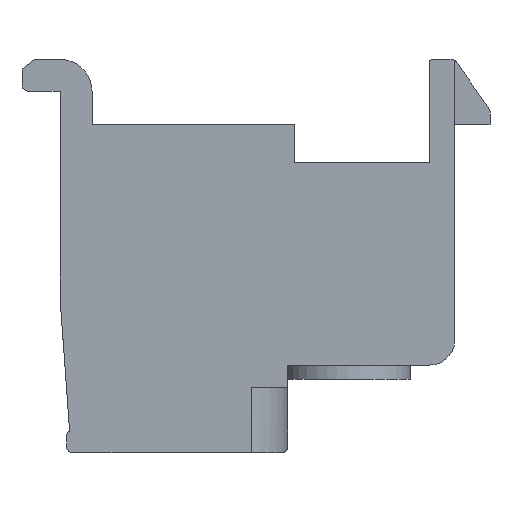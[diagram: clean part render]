
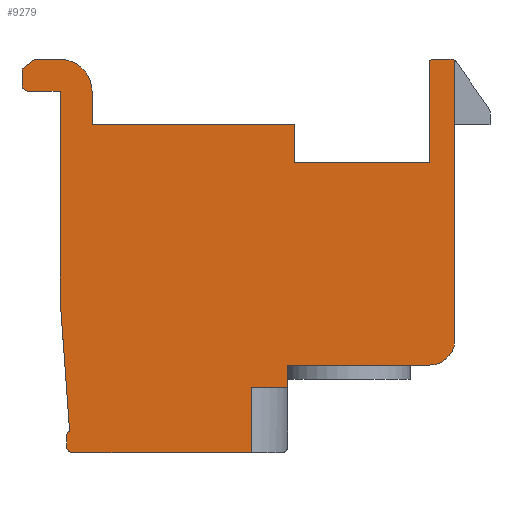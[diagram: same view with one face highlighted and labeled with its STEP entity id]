
A CAD part, front view. The second image highlights one B-rep face of the part: STEP entity #9279.
In plain terms, the highlighted planar face has unit normal (0, -1, 0).
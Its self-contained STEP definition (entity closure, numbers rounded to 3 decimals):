
#1=CARTESIAN_POINT('',(5.45,0.,-2.625));
#2=DIRECTION('',(0.,1.,0.));
#3=DIRECTION('',(1.,0.,0.));
#4=AXIS2_PLACEMENT_3D('',#1,#2,#3);
#6=DIRECTION('',(-1.,0.,0.));
#7=VECTOR('',#6,4.45);
#8=CARTESIAN_POINT('',(5.45,0.,-3.425));
#9=LINE('',#8,#7);
#10=DIRECTION('',(0.,0.,-1.));
#11=VECTOR('',#10,0.7);
#12=CARTESIAN_POINT('',(1.,0.,-3.425));
#13=LINE('',#12,#11);
#14=DIRECTION('',(1.,0.,0.));
#15=VECTOR('',#14,1.15);
#16=CARTESIAN_POINT('',(-0.15,0.,-4.125));
#17=LINE('',#16,#15);
#18=DIRECTION('',(0.,0.,1.));
#19=VECTOR('',#18,2.05);
#20=CARTESIAN_POINT('',(-0.15,0.,-6.175));
#21=LINE('',#20,#19);
#22=DIRECTION('',(-1.,0.,0.));
#23=VECTOR('',#22,5.6);
#24=CARTESIAN_POINT('',(-0.15,0.,-6.175));
#25=LINE('',#24,#23);
#26=CARTESIAN_POINT('',(-5.75,0.,-5.975));
#27=DIRECTION('',(0.,1.,0.));
#28=DIRECTION('',(0.,0.,-1.));
#29=AXIS2_PLACEMENT_3D('',#26,#27,#28);
#31=DIRECTION('',(0.,0.,1.));
#32=VECTOR('',#31,0.3);
#33=CARTESIAN_POINT('',(-5.95,0.,-5.975));
#34=LINE('',#33,#32);
#35=CARTESIAN_POINT('',(-5.75,0.,-5.675));
#36=DIRECTION('',(0.,1.,0.));
#37=DIRECTION('',(-1.,0.,0.));
#38=AXIS2_PLACEMENT_3D('',#35,#36,#37);
#40=DIRECTION('',(-0.072,0.,0.997));
#41=VECTOR('',#40,4.13);
#42=CARTESIAN_POINT('',(-5.854,0.,-5.504));
#43=LINE('',#42,#41);
#44=DIRECTION('',(0.,0.,1.));
#45=VECTOR('',#44,6.56);
#46=CARTESIAN_POINT('',(-6.15,0.,-1.385));
#47=LINE('',#46,#45);
#48=DIRECTION('',(-1.,0.,0.));
#49=VECTOR('',#48,1.);
#50=CARTESIAN_POINT('',(-6.15,0.,5.175));
#51=LINE('',#50,#49);
#52=CARTESIAN_POINT('',(-7.15,0.,5.375));
#53=DIRECTION('',(0.,1.,0.));
#54=DIRECTION('',(0.,0.,-1.));
#55=AXIS2_PLACEMENT_3D('',#52,#53,#54);
#57=DIRECTION('',(0.,0.,1.));
#58=VECTOR('',#57,0.5);
#59=CARTESIAN_POINT('',(-7.35,0.,5.375));
#60=LINE('',#59,#58);
#61=DIRECTION('',(0.785,0.,0.619));
#62=VECTOR('',#61,0.485);
#63=CARTESIAN_POINT('',(-7.35,0.,5.875));
#64=LINE('',#63,#62);
#65=DIRECTION('',(1.,0.,0.));
#66=VECTOR('',#65,0.819);
#67=CARTESIAN_POINT('',(-6.969,0.,6.175));
#68=LINE('',#67,#66);
#69=CARTESIAN_POINT('',(-6.15,0.,5.175));
#70=DIRECTION('',(0.,1.,0.));
#71=DIRECTION('',(0.,0.,1.));
#72=AXIS2_PLACEMENT_3D('',#69,#70,#71);
#74=DIRECTION('',(0.,0.,-1.));
#75=VECTOR('',#74,1.05);
#76=CARTESIAN_POINT('',(-5.15,0.,5.175));
#77=LINE('',#76,#75);
#78=DIRECTION('',(1.,0.,0.));
#79=VECTOR('',#78,6.35);
#80=CARTESIAN_POINT('',(-5.15,0.,4.125));
#81=LINE('',#80,#79);
#82=DIRECTION('',(0.,0.,-1.));
#83=VECTOR('',#82,1.2);
#84=CARTESIAN_POINT('',(1.2,0.,4.125));
#85=LINE('',#84,#83);
#86=DIRECTION('',(1.,0.,0.));
#87=VECTOR('',#86,4.25);
#88=CARTESIAN_POINT('',(1.2,0.,2.925));
#89=LINE('',#88,#87);
#90=DIRECTION('',(0.,0.,1.));
#91=VECTOR('',#90,3.213);
#92=CARTESIAN_POINT('',(5.45,0.,2.925));
#93=LINE('',#92,#91);
#94=CARTESIAN_POINT('',(5.565,0.,5.975));
#95=DIRECTION('',(0.,1.,0.));
#96=DIRECTION('',(-0.577,0.,0.816));
#97=AXIS2_PLACEMENT_3D('',#94,#95,#96);
#99=DIRECTION('',(1.,0.,0.));
#100=VECTOR('',#99,0.626);
#101=CARTESIAN_POINT('',(5.565,0.,6.175));
#102=LINE('',#101,#100);
#103=CARTESIAN_POINT('',(6.127,0.,5.986));
#104=DIRECTION('',(0.,1.,0.));
#105=DIRECTION('',(0.32,0.,0.947));
#106=AXIS2_PLACEMENT_3D('',#103,#104,#105);
#116=DIRECTION('',(0.,0.,1.));
#117=VECTOR('',#116,8.768);
#118=CARTESIAN_POINT('',(6.25,0.,-2.625));
#119=LINE('',#118,#117);
#7073=CARTESIAN_POINT('',(6.25,0.,-2.625));
#7074=CARTESIAN_POINT('',(5.45,0.,-3.425));
#7075=VERTEX_POINT('',#7073);
#7076=VERTEX_POINT('',#7074);
#7077=CARTESIAN_POINT('',(1.,0.,-3.425));
#7078=VERTEX_POINT('',#7077);
#7079=CARTESIAN_POINT('',(-5.75,0.,-6.175));
#7080=CARTESIAN_POINT('',(-5.95,0.,-5.975));
#7081=VERTEX_POINT('',#7079);
#7082=VERTEX_POINT('',#7080);
#7083=CARTESIAN_POINT('',(-5.95,0.,-5.675));
#7084=VERTEX_POINT('',#7083);
#7085=CARTESIAN_POINT('',(-5.854,0.,-5.504));
#7086=VERTEX_POINT('',#7085);
#7087=CARTESIAN_POINT('',(-6.15,0.,-1.385));
#7088=VERTEX_POINT('',#7087);
#7089=CARTESIAN_POINT('',(-6.15,0.,5.175));
#7090=VERTEX_POINT('',#7089);
#7091=CARTESIAN_POINT('',(-7.15,0.,5.175));
#7092=VERTEX_POINT('',#7091);
#7093=CARTESIAN_POINT('',(-7.35,0.,5.375));
#7094=VERTEX_POINT('',#7093);
#7095=CARTESIAN_POINT('',(-7.35,0.,5.875));
#7096=VERTEX_POINT('',#7095);
#7097=CARTESIAN_POINT('',(-6.969,0.,6.175));
#7098=VERTEX_POINT('',#7097);
#7099=CARTESIAN_POINT('',(-6.15,0.,6.175));
#7100=VERTEX_POINT('',#7099);
#7101=CARTESIAN_POINT('',(-5.15,0.,5.175));
#7102=VERTEX_POINT('',#7101);
#7103=CARTESIAN_POINT('',(-5.15,0.,4.125));
#7104=VERTEX_POINT('',#7103);
#7105=CARTESIAN_POINT('',(1.2,0.,4.125));
#7106=VERTEX_POINT('',#7105);
#7107=CARTESIAN_POINT('',(1.2,0.,2.925));
#7108=VERTEX_POINT('',#7107);
#7109=CARTESIAN_POINT('',(5.45,0.,2.925));
#7110=VERTEX_POINT('',#7109);
#7111=CARTESIAN_POINT('',(5.45,0.,6.138));
#7112=VERTEX_POINT('',#7111);
#7113=CARTESIAN_POINT('',(5.565,0.,6.175));
#7114=VERTEX_POINT('',#7113);
#7115=CARTESIAN_POINT('',(6.191,0.,6.175));
#7116=VERTEX_POINT('',#7115);
#7717=CARTESIAN_POINT('',(-0.15,0.,-6.175));
#7718=CARTESIAN_POINT('',(-0.15,0.,-4.125));
#7719=VERTEX_POINT('',#7717);
#7720=VERTEX_POINT('',#7718);
#7721=CARTESIAN_POINT('',(1.,0.,-4.125));
#7722=VERTEX_POINT('',#7721);
#7741=CARTESIAN_POINT('',(6.25,0.,6.143));
#7743=VERTEX_POINT('',#7741);
#9220=CARTESIAN_POINT('',(0.,0.,0.));
#9221=DIRECTION('',(0.,1.,0.));
#9222=DIRECTION('',(1.,0.,0.));
#9223=AXIS2_PLACEMENT_3D('',#9220,#9221,#9222);
#9224=PLANE('',#9223);
#9226=ORIENTED_EDGE('',*,*,#9225,.F.);
#9228=ORIENTED_EDGE('',*,*,#9227,.T.);
#9230=ORIENTED_EDGE('',*,*,#9229,.T.);
#9232=ORIENTED_EDGE('',*,*,#9231,.T.);
#9234=ORIENTED_EDGE('',*,*,#9233,.F.);
#9236=ORIENTED_EDGE('',*,*,#9235,.F.);
#9238=ORIENTED_EDGE('',*,*,#9237,.T.);
#9240=ORIENTED_EDGE('',*,*,#9239,.T.);
#9242=ORIENTED_EDGE('',*,*,#9241,.T.);
#9244=ORIENTED_EDGE('',*,*,#9243,.T.);
#9246=ORIENTED_EDGE('',*,*,#9245,.T.);
#9248=ORIENTED_EDGE('',*,*,#9247,.T.);
#9250=ORIENTED_EDGE('',*,*,#9249,.T.);
#9252=ORIENTED_EDGE('',*,*,#9251,.T.);
#9254=ORIENTED_EDGE('',*,*,#9253,.T.);
#9256=ORIENTED_EDGE('',*,*,#9255,.T.);
#9258=ORIENTED_EDGE('',*,*,#9257,.T.);
#9260=ORIENTED_EDGE('',*,*,#9259,.T.);
#9262=ORIENTED_EDGE('',*,*,#9261,.T.);
#9264=ORIENTED_EDGE('',*,*,#9263,.T.);
#9266=ORIENTED_EDGE('',*,*,#9265,.T.);
#9268=ORIENTED_EDGE('',*,*,#9267,.T.);
#9270=ORIENTED_EDGE('',*,*,#9269,.T.);
#9272=ORIENTED_EDGE('',*,*,#9271,.T.);
#9274=ORIENTED_EDGE('',*,*,#9273,.T.);
#9276=ORIENTED_EDGE('',*,*,#9275,.T.);
#9277=EDGE_LOOP('',(#9226,#9228,#9230,#9232,#9234,#9236,#9238,#9240,#9242,#9244,
#9246,#9248,#9250,#9252,#9254,#9256,#9258,#9260,#9262,#9264,#9266,#9268,#9270,
#9272,#9274,#9276));
#9278=FACE_OUTER_BOUND('',#9277,.F.);
#9279=ADVANCED_FACE('',(#9278),#9224,.F.);
#5=CIRCLE('',#4,0.8);
#30=CIRCLE('',#29,0.2);
#39=CIRCLE('',#38,0.2);
#56=CIRCLE('',#55,0.2);
#73=CIRCLE('',#72,1.);
#98=CIRCLE('',#97,0.2);
#107=CIRCLE('',#106,0.2);
#9225=EDGE_CURVE('',#7075,#7743,#119,.T.);
#9227=EDGE_CURVE('',#7075,#7076,#5,.T.);
#9229=EDGE_CURVE('',#7076,#7078,#9,.T.);
#9231=EDGE_CURVE('',#7078,#7722,#13,.T.);
#9233=EDGE_CURVE('',#7720,#7722,#17,.T.);
#9235=EDGE_CURVE('',#7719,#7720,#21,.T.);
#9237=EDGE_CURVE('',#7719,#7081,#25,.T.);
#9239=EDGE_CURVE('',#7081,#7082,#30,.T.);
#9241=EDGE_CURVE('',#7082,#7084,#34,.T.);
#9243=EDGE_CURVE('',#7084,#7086,#39,.T.);
#9245=EDGE_CURVE('',#7086,#7088,#43,.T.);
#9247=EDGE_CURVE('',#7088,#7090,#47,.T.);
#9249=EDGE_CURVE('',#7090,#7092,#51,.T.);
#9251=EDGE_CURVE('',#7092,#7094,#56,.T.);
#9253=EDGE_CURVE('',#7094,#7096,#60,.T.);
#9255=EDGE_CURVE('',#7096,#7098,#64,.T.);
#9257=EDGE_CURVE('',#7098,#7100,#68,.T.);
#9259=EDGE_CURVE('',#7100,#7102,#73,.T.);
#9261=EDGE_CURVE('',#7102,#7104,#77,.T.);
#9263=EDGE_CURVE('',#7104,#7106,#81,.T.);
#9265=EDGE_CURVE('',#7106,#7108,#85,.T.);
#9267=EDGE_CURVE('',#7108,#7110,#89,.T.);
#9269=EDGE_CURVE('',#7110,#7112,#93,.T.);
#9271=EDGE_CURVE('',#7112,#7114,#98,.T.);
#9273=EDGE_CURVE('',#7114,#7116,#102,.T.);
#9275=EDGE_CURVE('',#7116,#7743,#107,.T.);
